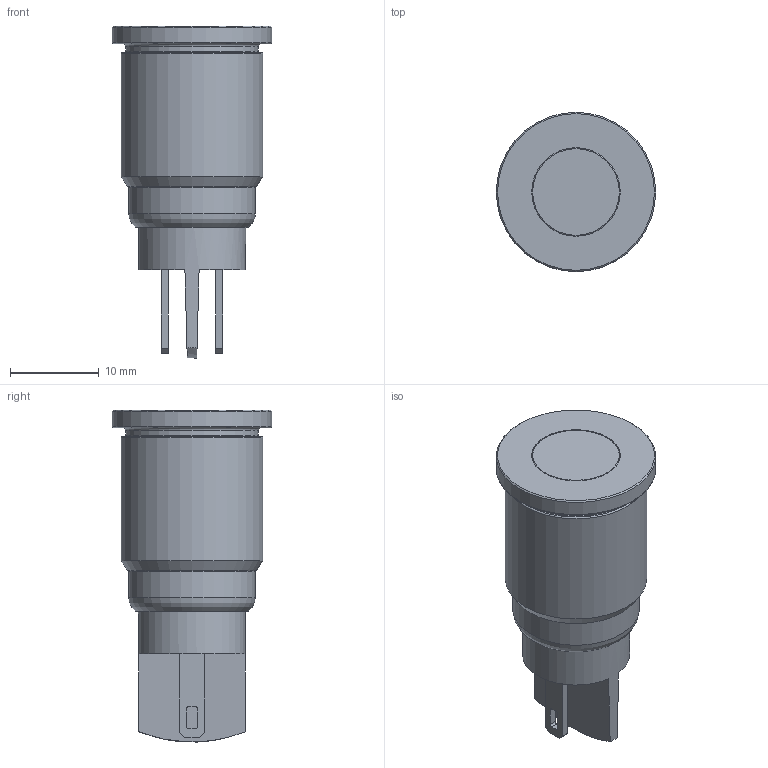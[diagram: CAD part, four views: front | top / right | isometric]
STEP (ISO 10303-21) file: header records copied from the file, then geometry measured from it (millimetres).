
FILE_DESCRIPTION((' '),'2;1');
FILE_NAME('PVL16FLxxx.stp','2017-08-02T14:45:08',(' '),(' '),' ','ACIS',' ');
FILE_SCHEMA(('CONFIG_CONTROL_DESIGN'));
Length unit declared in the file: inch
Products named in the file (1): PVL16FLxxx.stp
Bounding box: 18 x 18 x 37.49 mm (x, y, z)
Volume: 5172 mm3; surface area: 2204.4 mm2
Topology: 1 solids, 1 shells, 57 faces, 137 edges, 89 vertices
Faces by surface type: plane 32, cylinder 16, torus 6, cone 3
Full cylindrical faces by diameter (mm): 9.98 x1, 10 x1, 12.1 x1, 14.3 x1, 15 x1, 16 x1, 18 x1
Entity records: 1683 total; most frequent: DIRECTION 284, CARTESIAN_POINT 264, ORIENTED_EDGE 238, EDGE_CURVE 119, AXIS2_PLACEMENT_3D 107, VERTEX_POINT 87, EDGE_LOOP 84, VECTOR 70
